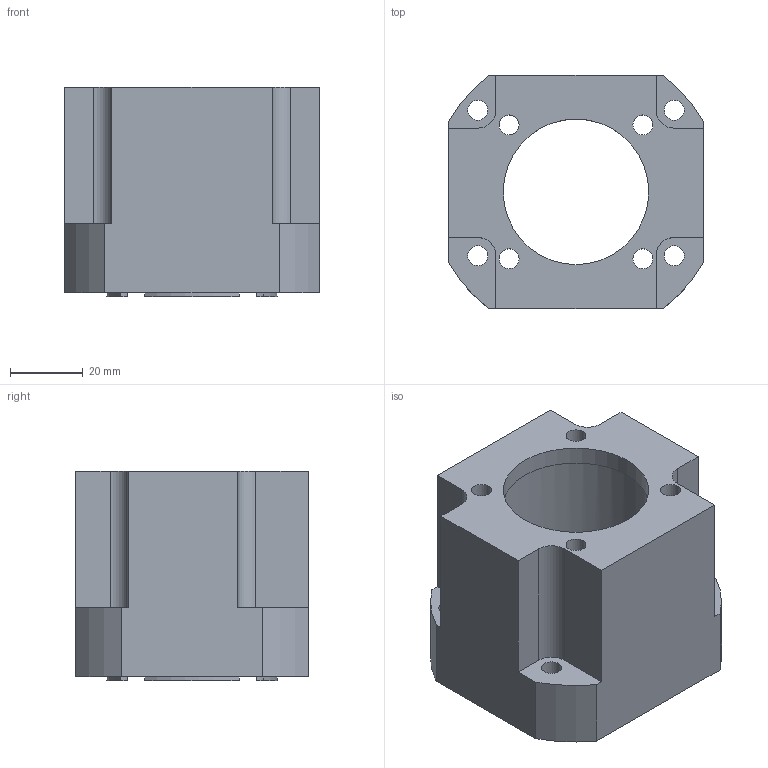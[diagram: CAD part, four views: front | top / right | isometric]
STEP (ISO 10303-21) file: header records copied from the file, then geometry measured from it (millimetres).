
FILE_DESCRIPTION((''),'2;1');
FILE_NAME('AXC60-Z-Adapter-MP60.stp','2011-03-25T11:54:08',('01136'),(''),'Autodesk Inventor 2011','Autodesk Inventor 2011','');
FILE_SCHEMA(('AUTOMOTIVE_DESIGN { 1 0 10303 214 1 1 1 1 }'));
Length unit declared in the file: millimetre
Products named in the file (1): AXC60-Z-Adapter-MP60
Bounding box: 70 x 64 x 57.5 mm (x, y, z)
Volume: 115910.7 mm3; surface area: 33885.4 mm2
Topology: 1 solids, 1 shells, 57 faces, 170 edges, 115 vertices
Faces by surface type: cylinder 29, plane 28
Full cylindrical faces by diameter (mm): 5.5 x8, 8 x1, 40 x1, 46 x1
Entity records: 1978 total; most frequent: CARTESIAN_POINT 401, DIRECTION 338, ORIENTED_EDGE 300, EDGE_CURVE 150, AXIS2_PLACEMENT_3D 132, VERTEX_POINT 107, EDGE_LOOP 91, VECTOR 74
